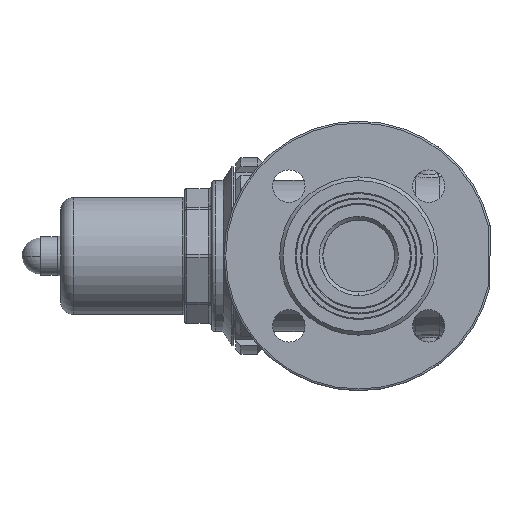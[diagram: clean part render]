
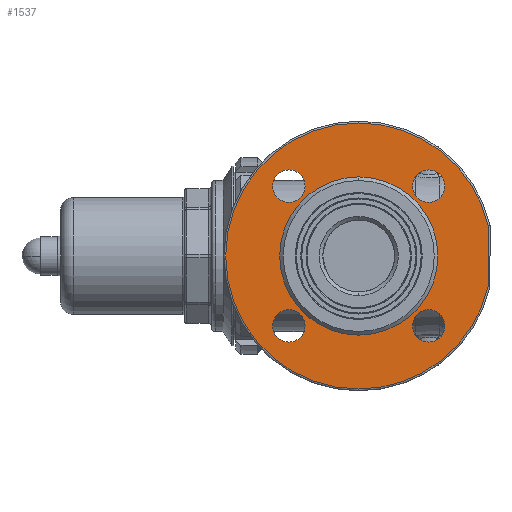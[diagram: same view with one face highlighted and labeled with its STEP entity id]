
A CAD part, left-side view. The second image highlights one B-rep face of the part: STEP entity #1537.
In plain terms, the highlighted planar face has unit normal (-1, 0, 0).
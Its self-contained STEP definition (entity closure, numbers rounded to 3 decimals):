
#1432 = EDGE_CURVE ( 'NONE', #35669, #35731, #10278, .T. ) ;
#1477 = EDGE_LOOP ( 'NONE', ( #1540, #1534 ) ) ;
#1484 = ORIENTED_EDGE ( 'NONE', *, *, #1545, .F. ) ;
#1489 = ORIENTED_EDGE ( 'NONE', *, *, #37760, .F. ) ;
#1494 = ORIENTED_EDGE ( 'NONE', *, *, #1555, .F. ) ;
#1496 = EDGE_CURVE ( 'NONE', #55418, #56266, #10600, .T. ) ;
#1498 = ORIENTED_EDGE ( 'NONE', *, *, #58942, .F. ) ;
#1515 = ORIENTED_EDGE ( 'NONE', *, *, #57620, .T. ) ;
#1517 = EDGE_LOOP ( 'NONE', ( #1520, #1498 ) ) ;
#1518 = ORIENTED_EDGE ( 'NONE', *, *, #1576, .T. ) ;
#1520 = ORIENTED_EDGE ( 'NONE', *, *, #1496, .F. ) ;
#1527 = EDGE_CURVE ( 'NONE', #31750, #1551, #10883, .T. ) ;
#1531 = EDGE_LOOP ( 'NONE', ( #1484, #1533 ) ) ;
#1533 = ORIENTED_EDGE ( 'NONE', *, *, #35817, .F. ) ;
#1534 = ORIENTED_EDGE ( 'NONE', *, *, #35787, .F. ) ;
#1537 = ADVANCED_FACE ( 'NONE', ( #10929, #10930, #10881, #10925, #10927, #10932 ), #10923, .F. ) ;
#1540 = ORIENTED_EDGE ( 'NONE', *, *, #1432, .F. ) ;
#1542 = EDGE_LOOP ( 'NONE', ( #1494, #1596 ) ) ;
#1545 = EDGE_CURVE ( 'NONE', #35687, #35672, #10994, .T. ) ;
#1548 = EDGE_LOOP ( 'NONE', ( #1550, #1489 ) ) ;
#1550 = ORIENTED_EDGE ( 'NONE', *, *, #1598, .F. ) ;
#1551 = VERTEX_POINT ( 'NONE', #10987 ) ;
#1555 = EDGE_CURVE ( 'NONE', #35907, #35816, #10988, .T. ) ;
#1575 = ORIENTED_EDGE ( 'NONE', *, *, #1527, .T. ) ;
#1576 = EDGE_CURVE ( 'NONE', #1551, #31211, #11160, .T. ) ;
#1596 = ORIENTED_EDGE ( 'NONE', *, *, #35911, .F. ) ;
#1598 = EDGE_CURVE ( 'NONE', #37759, #37850, #11312, .T. ) ;
#1601 = ORIENTED_EDGE ( 'NONE', *, *, #33198, .T. ) ;
#1604 = EDGE_LOOP ( 'NONE', ( #1515, #1601, #1575, #1518 ) ) ;
#10270 = DIRECTION ( 'NONE',  ( 0., 0., 1. ) ) ;
#10271 = DIRECTION ( 'NONE',  ( -1., 0., 0. ) ) ;
#10272 = CARTESIAN_POINT ( 'NONE',  ( -98., -38.891, 38.891 ) ) ;
#10273 = AXIS2_PLACEMENT_3D ( 'NONE', #10272, #10271, #10270 ) ;
#10278 = CIRCLE ( 'NONE', #10273, 9. ) ;
#10592 = DIRECTION ( 'NONE',  ( 0., 0., 1. ) ) ;
#10593 = DIRECTION ( 'NONE',  ( -1., 0., 0. ) ) ;
#10594 = CARTESIAN_POINT ( 'NONE',  ( -98., 0., 0. ) ) ;
#10600 = CIRCLE ( 'NONE', #10603, 44. ) ;
#10603 = AXIS2_PLACEMENT_3D ( 'NONE', #10594, #10593, #10592 ) ;
#10842 = DIRECTION ( 'NONE',  ( -1., 0., 0. ) ) ;
#10879 = CARTESIAN_POINT ( 'NONE',  ( -98., 0., 0. ) ) ;
#10881 = FACE_BOUND ( 'NONE', #1542, .T. ) ;
#10883 = CIRCLE ( 'NONE', #10889, 74. ) ;
#10889 = AXIS2_PLACEMENT_3D ( 'NONE', #10879, #10842, #10931 ) ;
#10923 = PLANE ( 'NONE',  #10928 ) ;
#10925 = FACE_BOUND ( 'NONE', #1548, .T. ) ;
#10927 = FACE_BOUND ( 'NONE', #1517, .T. ) ;
#10928 = AXIS2_PLACEMENT_3D ( 'NONE', #10957, #10956, #10955 ) ;
#10929 = FACE_BOUND ( 'NONE', #1477, .T. ) ;
#10930 = FACE_BOUND ( 'NONE', #1531, .T. ) ;
#10931 = DIRECTION ( 'NONE',  ( 0., 0., 1. ) ) ;
#10932 = FACE_OUTER_BOUND ( 'NONE', #1604, .T. ) ;
#10955 = DIRECTION ( 'NONE',  ( 0., 0., -1. ) ) ;
#10956 = DIRECTION ( 'NONE',  ( 1., 0., 0. ) ) ;
#10957 = CARTESIAN_POINT ( 'NONE',  ( -98., 44., 0. ) ) ;
#10982 = DIRECTION ( 'NONE',  ( 0., 0., 1. ) ) ;
#10983 = DIRECTION ( 'NONE',  ( -1., 0., 0. ) ) ;
#10984 = CARTESIAN_POINT ( 'NONE',  ( -98., 38.891, -38.891 ) ) ;
#10987 = CARTESIAN_POINT ( 'NONE',  ( -98., -72., -17.088 ) ) ;
#10988 = CIRCLE ( 'NONE', #10989, 9. ) ;
#10989 = AXIS2_PLACEMENT_3D ( 'NONE', #10984, #10983, #10982 ) ;
#10990 = DIRECTION ( 'NONE',  ( 0., 0., 1. ) ) ;
#10991 = DIRECTION ( 'NONE',  ( -1., 0., 0. ) ) ;
#10992 = CARTESIAN_POINT ( 'NONE',  ( -98., 38.891, 38.891 ) ) ;
#10993 = AXIS2_PLACEMENT_3D ( 'NONE', #10992, #10991, #10990 ) ;
#10994 = CIRCLE ( 'NONE', #10993, 9. ) ;
#11140 = CARTESIAN_POINT ( 'NONE',  ( -98., -72., 0. ) ) ;
#11155 = DIRECTION ( 'NONE',  ( 0., 0., 1. ) ) ;
#11160 = LINE ( 'NONE', #11140, #11181 ) ;
#11181 = VECTOR ( 'NONE', #11155, 1000. ) ;
#11306 = DIRECTION ( 'NONE',  ( 0., 0., 1. ) ) ;
#11308 = DIRECTION ( 'NONE',  ( -1., 0., 0. ) ) ;
#11309 = CARTESIAN_POINT ( 'NONE',  ( -98., -38.891, -38.891 ) ) ;
#11312 = CIRCLE ( 'NONE', #11324, 9. ) ;
#11324 = AXIS2_PLACEMENT_3D ( 'NONE', #11309, #11308, #11306 ) ;
#26766 = CARTESIAN_POINT ( 'NONE',  ( -98., -72., 17.088 ) ) ;
#27270 = CARTESIAN_POINT ( 'NONE',  ( -98., 0., -74. ) ) ;
#27294 = CARTESIAN_POINT ( 'NONE',  ( -98., 0., 74. ) ) ;
#27945 = CARTESIAN_POINT ( 'NONE',  ( -98., 0., 0. ) ) ;
#27972 = CIRCLE ( 'NONE', #28016, 74. ) ;
#28013 = DIRECTION ( 'NONE',  ( 0., 0., 1. ) ) ;
#28015 = DIRECTION ( 'NONE',  ( -1., 0., 0. ) ) ;
#28016 = AXIS2_PLACEMENT_3D ( 'NONE', #27945, #28015, #28013 ) ;
#31211 = VERTEX_POINT ( 'NONE', #26766 ) ;
#31737 = VERTEX_POINT ( 'NONE', #27294 ) ;
#31750 = VERTEX_POINT ( 'NONE', #27270 ) ;
#33198 = EDGE_CURVE ( 'NONE', #31737, #31750, #27972, .T. ) ;
#35669 = VERTEX_POINT ( 'NONE', #39675 ) ;
#35672 = VERTEX_POINT ( 'NONE', #39673 ) ;
#35687 = VERTEX_POINT ( 'NONE', #39759 ) ;
#35731 = VERTEX_POINT ( 'NONE', #39909 ) ;
#35787 = EDGE_CURVE ( 'NONE', #35731, #35669, #40150, .T. ) ;
#35816 = VERTEX_POINT ( 'NONE', #40314 ) ;
#35817 = EDGE_CURVE ( 'NONE', #35672, #35687, #40233, .T. ) ;
#35907 = VERTEX_POINT ( 'NONE', #40547 ) ;
#35911 = EDGE_CURVE ( 'NONE', #35816, #35907, #40580, .T. ) ;
#37759 = VERTEX_POINT ( 'NONE', #45947 ) ;
#37760 = EDGE_CURVE ( 'NONE', #37850, #37759, #45945, .T. ) ;
#37850 = VERTEX_POINT ( 'NONE', #46510 ) ;
#39673 = CARTESIAN_POINT ( 'NONE',  ( -98., 38.891, 29.891 ) ) ;
#39675 = CARTESIAN_POINT ( 'NONE',  ( -98., -38.891, 47.891 ) ) ;
#39759 = CARTESIAN_POINT ( 'NONE',  ( -98., 38.891, 47.891 ) ) ;
#39909 = CARTESIAN_POINT ( 'NONE',  ( -98., -38.891, 29.891 ) ) ;
#40120 = DIRECTION ( 'NONE',  ( -1., 0., 0. ) ) ;
#40122 = CARTESIAN_POINT ( 'NONE',  ( -98., -38.891, 38.891 ) ) ;
#40148 = DIRECTION ( 'NONE',  ( 0., 0., 1. ) ) ;
#40149 = AXIS2_PLACEMENT_3D ( 'NONE', #40122, #40120, #40148 ) ;
#40150 = CIRCLE ( 'NONE', #40149, 9. ) ;
#40233 = CIRCLE ( 'NONE', #40248, 9. ) ;
#40248 = AXIS2_PLACEMENT_3D ( 'NONE', #40288, #40287, #40286 ) ;
#40286 = DIRECTION ( 'NONE',  ( 0., 0., 1. ) ) ;
#40287 = DIRECTION ( 'NONE',  ( -1., 0., 0. ) ) ;
#40288 = CARTESIAN_POINT ( 'NONE',  ( -98., 38.891, 38.891 ) ) ;
#40314 = CARTESIAN_POINT ( 'NONE',  ( -98., 38.891, -47.891 ) ) ;
#40547 = CARTESIAN_POINT ( 'NONE',  ( -98., 38.891, -29.891 ) ) ;
#40576 = DIRECTION ( 'NONE',  ( 0., 0., 1. ) ) ;
#40577 = DIRECTION ( 'NONE',  ( -1., 0., 0. ) ) ;
#40579 = AXIS2_PLACEMENT_3D ( 'NONE', #40582, #40577, #40576 ) ;
#40580 = CIRCLE ( 'NONE', #40579, 9. ) ;
#40582 = CARTESIAN_POINT ( 'NONE',  ( -98., 38.891, -38.891 ) ) ;
#45945 = CIRCLE ( 'NONE', #45948, 9. ) ;
#45947 = CARTESIAN_POINT ( 'NONE',  ( -98., -38.891, -29.891 ) ) ;
#45948 = AXIS2_PLACEMENT_3D ( 'NONE', #46017, #46014, #46013 ) ;
#46013 = DIRECTION ( 'NONE',  ( 0., 0., 1. ) ) ;
#46014 = DIRECTION ( 'NONE',  ( -1., 0., 0. ) ) ;
#46017 = CARTESIAN_POINT ( 'NONE',  ( -98., -38.891, -38.891 ) ) ;
#46510 = CARTESIAN_POINT ( 'NONE',  ( -98., -38.891, -47.891 ) ) ;
#52944 = CARTESIAN_POINT ( 'NONE',  ( -98., 0., -44. ) ) ;
#53218 = CARTESIAN_POINT ( 'NONE',  ( -98., 0., 44. ) ) ;
#53613 = CARTESIAN_POINT ( 'NONE',  ( -98., 0., 0. ) ) ;
#53628 = AXIS2_PLACEMENT_3D ( 'NONE', #53613, #53679, #53677 ) ;
#53635 = CIRCLE ( 'NONE', #53628, 74. ) ;
#53677 = DIRECTION ( 'NONE',  ( 0., 0., 1. ) ) ;
#53679 = DIRECTION ( 'NONE',  ( -1., 0., 0. ) ) ;
#54071 = CIRCLE ( 'NONE', #54110, 44. ) ;
#54100 = DIRECTION ( 'NONE',  ( 0., 0., 1. ) ) ;
#54101 = DIRECTION ( 'NONE',  ( -1., 0., 0. ) ) ;
#54102 = CARTESIAN_POINT ( 'NONE',  ( -98., 0., 0. ) ) ;
#54110 = AXIS2_PLACEMENT_3D ( 'NONE', #54102, #54101, #54100 ) ;
#55418 = VERTEX_POINT ( 'NONE', #52944 ) ;
#56266 = VERTEX_POINT ( 'NONE', #53218 ) ;
#57620 = EDGE_CURVE ( 'NONE', #31211, #31737, #53635, .T. ) ;
#58942 = EDGE_CURVE ( 'NONE', #56266, #55418, #54071, .T. ) ;
